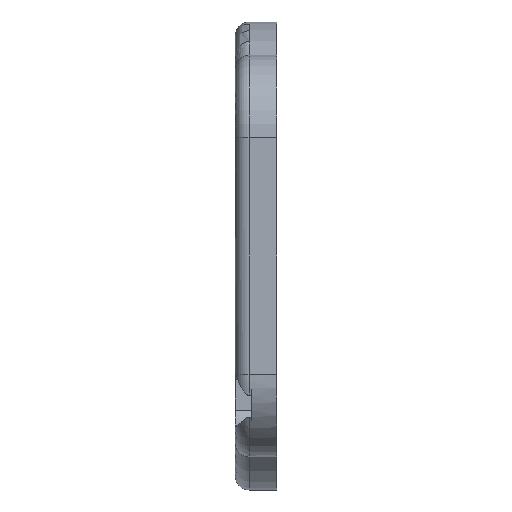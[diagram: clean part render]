
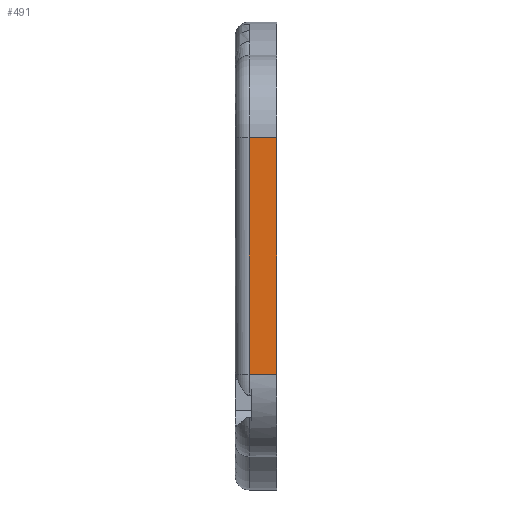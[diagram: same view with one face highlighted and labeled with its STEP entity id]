
A CAD part, left-side view. The second image highlights one B-rep face of the part: STEP entity #491.
In plain terms, the highlighted planar face has unit normal (-1, 0, 0).
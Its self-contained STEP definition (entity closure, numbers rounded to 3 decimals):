
#129 = ORIENTED_EDGE ( 'NONE', *, *, #663, .F. ) ;
#186 = FACE_OUTER_BOUND ( 'NONE', #311, .T. ) ;
#274 = DIRECTION ( 'NONE',  ( 0., 0., -1. ) ) ;
#280 = CARTESIAN_POINT ( 'NONE',  ( -17.25, 73.9, -8.581 ) ) ;
#311 = EDGE_LOOP ( 'NONE', ( #129, #1440, #655, #539 ) ) ;
#332 = CARTESIAN_POINT ( 'NONE',  ( -17.25, 73.9, 8.581 ) ) ;
#367 = VERTEX_POINT ( 'NONE', #944 ) ;
#395 = VERTEX_POINT ( 'NONE', #1408 ) ;
#406 = VECTOR ( 'NONE', #1019, 1000. ) ;
#446 = CARTESIAN_POINT ( 'NONE',  ( -17.25, 74.9, 8.581 ) ) ;
#462 = VECTOR ( 'NONE', #274, 1000. ) ;
#491 = ADVANCED_FACE ( 'NONE', ( #186 ), #1214, .F. ) ;
#539 = ORIENTED_EDGE ( 'NONE', *, *, #1454, .T. ) ;
#559 = CARTESIAN_POINT ( 'NONE',  ( -17.25, 74.9, -8.581 ) ) ;
#596 = VERTEX_POINT ( 'NONE', #786 ) ;
#630 = CARTESIAN_POINT ( 'NONE',  ( -17.25, 74.9, -8.581 ) ) ;
#636 = EDGE_CURVE ( 'NONE', #596, #395, #1026, .T. ) ;
#642 = DIRECTION ( 'NONE',  ( 0., 0., -1. ) ) ;
#655 = ORIENTED_EDGE ( 'NONE', *, *, #636, .T. ) ;
#663 = EDGE_CURVE ( 'NONE', #1395, #367, #668, .T. ) ;
#668 = LINE ( 'NONE', #446, #406 ) ;
#786 = CARTESIAN_POINT ( 'NONE',  ( -17.25, 73.9, -8.581 ) ) ;
#798 = DIRECTION ( 'NONE',  ( 0., -1., 0. ) ) ;
#821 = CARTESIAN_POINT ( 'NONE',  ( -17.25, 71.9, -8.581 ) ) ;
#832 = LINE ( 'NONE', #821, #1063 ) ;
#848 = DIRECTION ( 'NONE',  ( 0., 0., 1. ) ) ;
#855 = AXIS2_PLACEMENT_3D ( 'NONE', #630, #1088, #642 ) ;
#944 = CARTESIAN_POINT ( 'NONE',  ( -17.25, 71.9, 8.581 ) ) ;
#969 = LINE ( 'NONE', #280, #462 ) ;
#1019 = DIRECTION ( 'NONE',  ( 0., -1., 0. ) ) ;
#1026 = LINE ( 'NONE', #559, #1096 ) ;
#1063 = VECTOR ( 'NONE', #848, 1000. ) ;
#1076 = EDGE_CURVE ( 'NONE', #1395, #596, #969, .T. ) ;
#1088 = DIRECTION ( 'NONE',  ( 1., 0., 0. ) ) ;
#1096 = VECTOR ( 'NONE', #798, 1000. ) ;
#1214 = PLANE ( 'NONE',  #855 ) ;
#1395 = VERTEX_POINT ( 'NONE', #332 ) ;
#1408 = CARTESIAN_POINT ( 'NONE',  ( -17.25, 71.9, -8.581 ) ) ;
#1440 = ORIENTED_EDGE ( 'NONE', *, *, #1076, .T. ) ;
#1454 = EDGE_CURVE ( 'NONE', #395, #367, #832, .T. ) ;
